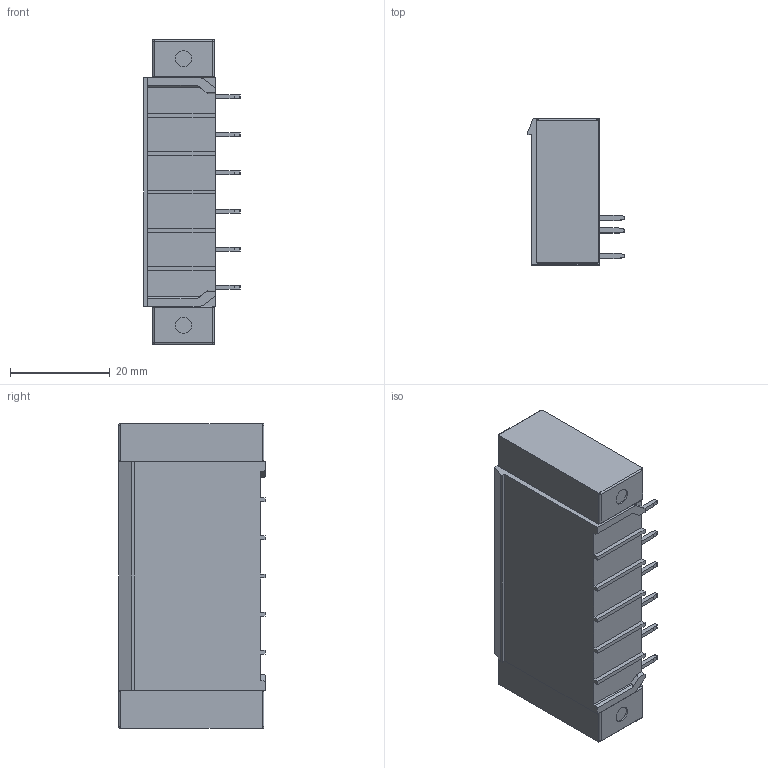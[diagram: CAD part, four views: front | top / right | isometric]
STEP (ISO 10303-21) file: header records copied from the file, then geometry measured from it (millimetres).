
FILE_DESCRIPTION(/* description */ (''),/* implementation_level */ '2;1');
FILE_NAME(/* name */ 'MC-PHH7.62H06-F.stp',/* time_stamp */ '2022-03-28T11:13:24+08:00',/* author */ (''),/* organization */ (''),/* preprocessor_version */ 'ST-DEVELOPER v16.7',/* originating_system */ 'SIEMENS PLM Software NX 12.0',/* authorisation */ '');
FILE_SCHEMA (('AUTOMOTIVE_DESIGN { 1 0 10303 214 3 1 1 1 }'));
Length unit declared in the file: millimetre
Products named in the file (1): SP1BC081C0fnyn
Bounding box: 19.3 x 29.25 x 60.98 mm (x, y, z)
Volume: 20402.9 mm3; surface area: 8740.8 mm2
Topology: 1 solids, 1 shells, 703 faces, 2023 edges, 1310 vertices
Faces by surface type: plane 487, cylinder 148, sphere 40, bspline 18, cone 10
Entity records: 24115 total; most frequent: CARTESIAN_POINT 5653, ORIENTED_EDGE 3966, DIRECTION 3705, EDGE_CURVE 1983, LINE 1469, VECTOR 1469, VERTEX_POINT 1310, AXIS2_PLACEMENT_3D 1118
